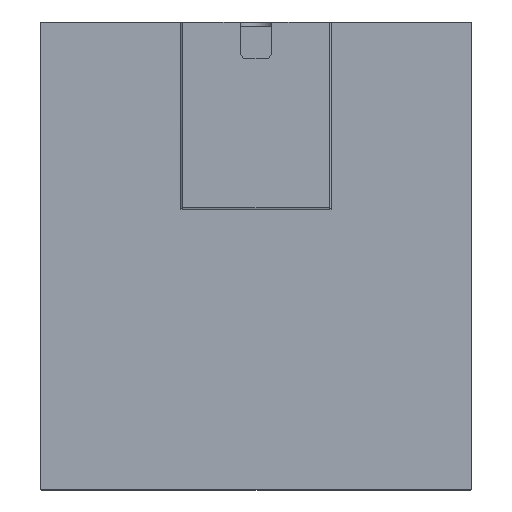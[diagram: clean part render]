
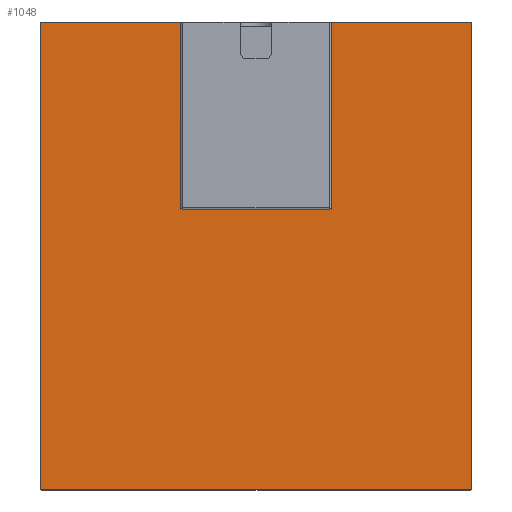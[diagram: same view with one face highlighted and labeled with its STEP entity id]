
A CAD part, top view. The second image highlights one B-rep face of the part: STEP entity #1048.
In plain terms, the highlighted planar face has unit normal (0, 0, 1).
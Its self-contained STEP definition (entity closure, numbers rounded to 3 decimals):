
#1048=ADVANCED_FACE('',(#1662,#1663),#1664,.T.);
#1662=FACE_BOUND('',#2395,.T.);
#1663=FACE_OUTER_BOUND('',#2396,.T.);
#1664=PLANE('',#2397);
#2395=EDGE_LOOP('',(#3592));
#2396=EDGE_LOOP('',(#3593,#3594,#3595,#3596,#3597,#3598,#3599,#3600));
#2397=AXIS2_PLACEMENT_3D('',#3601,#3602,#3603);
#3592=ORIENTED_EDGE('',*,*,#4361,.F.);
#3593=ORIENTED_EDGE('',*,*,#4362,.T.);
#3594=ORIENTED_EDGE('',*,*,#4358,.T.);
#3595=ORIENTED_EDGE('',*,*,#4363,.T.);
#3596=ORIENTED_EDGE('',*,*,#4364,.T.);
#3597=ORIENTED_EDGE('',*,*,#4365,.T.);
#3598=ORIENTED_EDGE('',*,*,#4366,.T.);
#3599=ORIENTED_EDGE('',*,*,#4367,.T.);
#3600=ORIENTED_EDGE('',*,*,#4368,.T.);
#3601=CARTESIAN_POINT('',(-174.0,189.0,3.0));
#3602=DIRECTION('',(0.0,0.0,1.0));
#3603=DIRECTION('',(1.0,0.0,0.0));
#4358=EDGE_CURVE('',#5105,#5103,#5106,.F.);
#4361=EDGE_CURVE('',#5109,#5109,#5110,.T.);
#4362=EDGE_CURVE('',#5111,#5105,#5112,.T.);
#4363=EDGE_CURVE('',#5103,#5113,#5114,.T.);
#4364=EDGE_CURVE('',#5113,#5115,#5116,.T.);
#4365=EDGE_CURVE('',#5115,#5117,#5118,.T.);
#4366=EDGE_CURVE('',#5117,#5119,#5120,.T.);
#4367=EDGE_CURVE('',#5119,#5121,#5122,.T.);
#4368=EDGE_CURVE('',#5121,#5111,#5123,.F.);
#5103=VERTEX_POINT('',#6122);
#5105=VERTEX_POINT('',#6125);
#5106=LINE('',#6126,#6127);
#5109=VERTEX_POINT('',#6131);
#5110=CIRCLE('',#6132,8.025);
#5111=VERTEX_POINT('',#6133);
#5112=CIRCLE('',#6134,1.0);
#5113=VERTEX_POINT('',#6135);
#5114=CIRCLE('',#6136,1.0);
#5115=VERTEX_POINT('',#6137);
#5116=LINE('',#6138,#6139);
#5117=VERTEX_POINT('',#6140);
#5118=CIRCLE('',#6141,1.0);
#5119=VERTEX_POINT('',#6142);
#5120=LINE('',#6143,#6144);
#5121=VERTEX_POINT('',#6145);
#5122=CIRCLE('',#6146,1.0);
#5123=LINE('',#6147,#6148);
#6122=CARTESIAN_POINT('',(-175.0,-189.0,3.0));
#6125=CARTESIAN_POINT('',(-175.0,189.0,3.0));
#6126=CARTESIAN_POINT('',(-175.0,189.0,3.0));
#6127=VECTOR('',#6837,1.0);
#6131=CARTESIAN_POINT('',(8.025,110.0,3.0));
#6132=AXIS2_PLACEMENT_3D('',#6839,#6840,#6841);
#6133=CARTESIAN_POINT('',(-174.0,190.0,3.0));
#6134=AXIS2_PLACEMENT_3D('',#6842,#6843,#6844);
#6135=CARTESIAN_POINT('',(-174.0,-190.0,3.0));
#6136=AXIS2_PLACEMENT_3D('',#6845,#6846,#6847);
#6137=CARTESIAN_POINT('',(174.0,-190.0,3.0));
#6138=CARTESIAN_POINT('',(-174.0,-190.0,3.0));
#6139=VECTOR('',#6848,1.0);
#6140=CARTESIAN_POINT('',(175.0,-189.0,3.0));
#6141=AXIS2_PLACEMENT_3D('',#6849,#6850,#6851);
#6142=CARTESIAN_POINT('',(175.0,189.0,3.0));
#6143=CARTESIAN_POINT('',(175.0,189.0,3.0));
#6144=VECTOR('',#6852,1.0);
#6145=CARTESIAN_POINT('',(174.0,190.0,3.0));
#6146=AXIS2_PLACEMENT_3D('',#6853,#6854,#6855);
#6147=CARTESIAN_POINT('',(-174.0,190.0,3.0));
#6148=VECTOR('',#6856,1.0);
#6837=DIRECTION('',(0.0,1.0,0.0));
#6839=CARTESIAN_POINT('',(0.,110.0,3.0));
#6840=DIRECTION('',(0.0,0.0,1.0));
#6841=DIRECTION('',(1.0,0.0,0.0));
#6842=CARTESIAN_POINT('',(-174.0,189.0,3.0));
#6843=DIRECTION('',(0.0,0.0,1.0));
#6844=DIRECTION('',(1.0,0.0,0.0));
#6845=CARTESIAN_POINT('',(-174.0,-189.0,3.0));
#6846=DIRECTION('',(0.0,0.0,1.0));
#6847=DIRECTION('',(1.0,0.0,0.0));
#6848=DIRECTION('',(1.0,0.0,0.0));
#6849=CARTESIAN_POINT('',(174.0,-189.0,3.0));
#6850=DIRECTION('',(0.0,0.0,1.0));
#6851=DIRECTION('',(1.0,0.0,0.0));
#6852=DIRECTION('',(0.0,1.0,0.0));
#6853=CARTESIAN_POINT('',(174.0,189.0,3.0));
#6854=DIRECTION('',(0.0,0.0,1.0));
#6855=DIRECTION('',(1.0,0.0,0.0));
#6856=DIRECTION('',(1.0,0.0,0.0));
